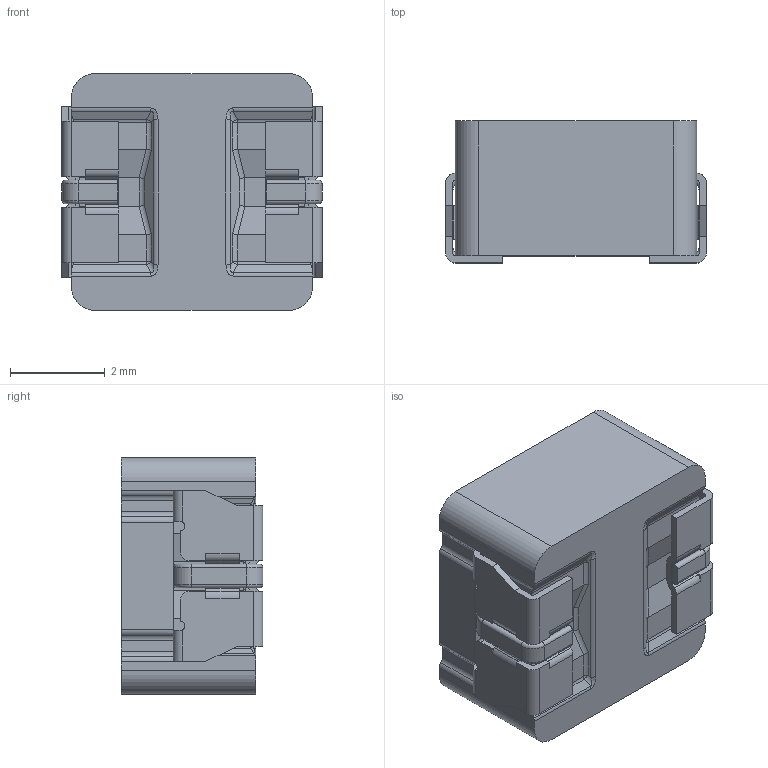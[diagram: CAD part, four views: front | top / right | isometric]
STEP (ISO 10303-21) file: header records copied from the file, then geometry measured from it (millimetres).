
FILE_DESCRIPTION (( 'STEP AP214' ), '1' );
FILE_NAME ('ETQP3M2R2HFP.STEP', '2017-07-25T08:17:37', ( '' ), ( '' ), 'SwSTEP 2.0', 'SolidWorks 2015', '' );
FILE_SCHEMA (( 'AUTOMOTIVE_DESIGN' ));
Length unit declared in the file: millimetre
Products named in the file (1): ETQP3M2R2HFP
Bounding box: 5.5 x 3 x 5 mm (x, y, z)
Volume: 71.8 mm3; surface area: 147.8 mm2
Topology: 1 solids, 1 shells, 299 faces, 840 edges, 528 vertices
Faces by surface type: plane 157, cylinder 124, torus 8, sphere 4, bspline 4, cone 2
Entity records: 13025 total; most frequent: CARTESIAN_POINT 1940, ORIENTED_EDGE 1680, DIRECTION 1616, EDGE_CURVE 840, LINE 568, VECTOR 568, VERTEX_POINT 528, AXIS2_PLACEMENT_3D 524
